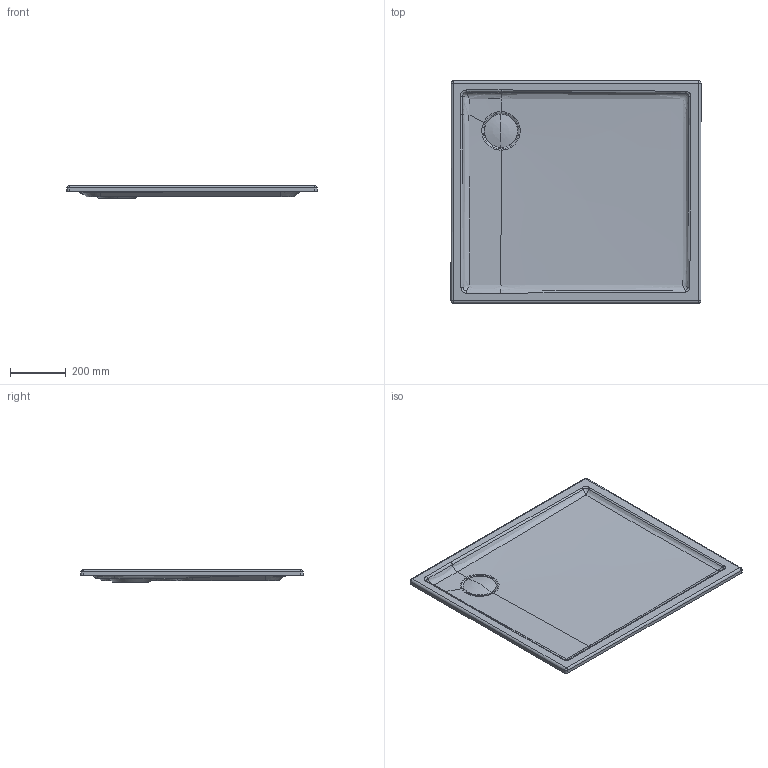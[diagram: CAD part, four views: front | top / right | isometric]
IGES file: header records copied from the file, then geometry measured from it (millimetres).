
Global section: file name: No Iges File Name specified; native system: Autodesk Inventor 2011; preprocessor: AutoDesk Inventor Iges Exporter R2011; author: Administrator; date: 20130627.202146; units: millimetre
Bounding box: 900.29 x 800.33 x 45 mm (x, y, z)
Volume: 10588927.7 mm3; surface area: 1628857.1 mm2
Topology: 2 solids, 2 shells, 134 faces, 331 edges, 188 vertices
Faces by surface type: bspline 54, plane 25, revolution 23, cone 15, cylinder 12, sphere 5
